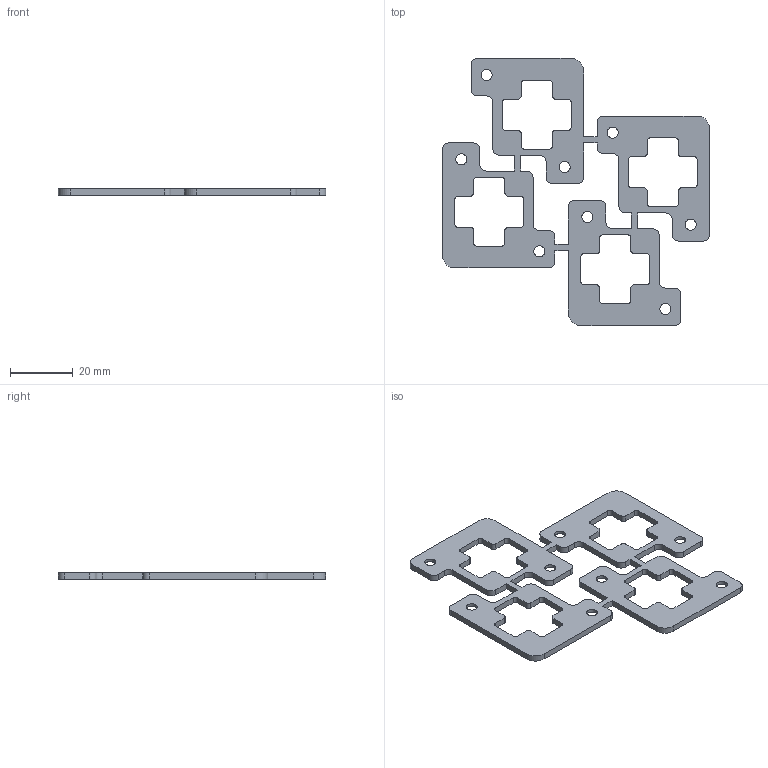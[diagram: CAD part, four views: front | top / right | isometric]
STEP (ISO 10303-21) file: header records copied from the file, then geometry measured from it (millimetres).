
FILE_DESCRIPTION(/* description */ (''),/* implementation_level */ '2;1');
FILE_NAME(/* name */ 'button_cover.step.step',/* time_stamp */ '2024-08-04T10:13:38+09:00',/* author */ (''),/* organization */ (''),/* preprocessor_version */ 'ST-DEVELOPER v20',/* originating_system */ 'Autodesk Translation Framework v13.14.0.145',/* authorisation */ '');
FILE_SCHEMA (('AUTOMOTIVE_DESIGN { 1 0 10303 214 3 1 1 }'));
Length unit declared in the file: millimetre
Products named in the file (1): ボタン
Bounding box: 85.5 x 85.44 x 2 mm (x, y, z)
Volume: 5738.3 mm3; surface area: 7986 mm2
Topology: 1 solids, 1 shells, 202 faces, 576 edges, 384 vertices
Faces by surface type: plane 106, cylinder 96
Full cylindrical faces by diameter (mm): 3.5 x8, 6 x8
Entity records: 6717 total; most frequent: DIRECTION 1174, CARTESIAN_POINT 1163, ORIENTED_EDGE 1152, EDGE_CURVE 576, AXIS2_PLACEMENT_3D 395, LINE 384, VECTOR 384, VERTEX_POINT 384
